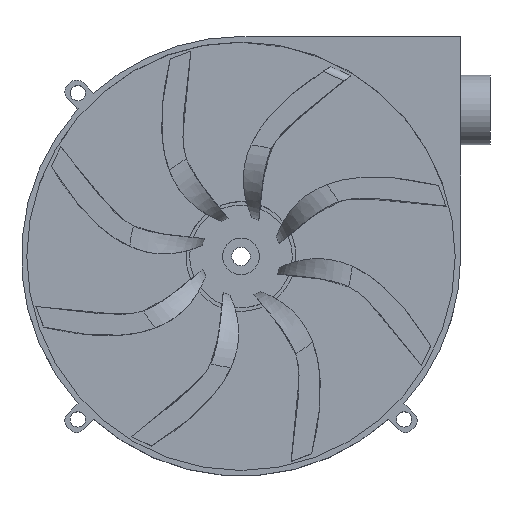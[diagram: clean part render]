
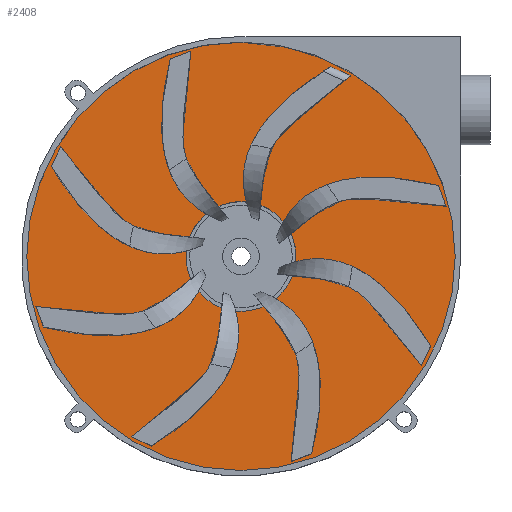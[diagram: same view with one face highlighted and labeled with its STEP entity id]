
A CAD part, top view. The second image highlights one B-rep face of the part: STEP entity #2408.
In plain terms, the highlighted planar face has unit normal (0, 0, 1).
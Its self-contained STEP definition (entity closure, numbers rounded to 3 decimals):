
#242=FACE_BOUND('',#518,.T.);
#271=PLANE('',#2641);
#348=FACE_OUTER_BOUND('',#517,.T.);
#517=EDGE_LOOP('',(#1898));
#518=EDGE_LOOP('',(#1899));
#985=CIRCLE('',#2635,15.);
#987=CIRCLE('',#2640,58.5);
#1131=VERTEX_POINT('',#3645);
#1133=VERTEX_POINT('',#3653);
#1410=EDGE_CURVE('',#1131,#1131,#985,.T.);
#1414=EDGE_CURVE('',#1133,#1133,#987,.T.);
#1898=ORIENTED_EDGE('',*,*,#1414,.T.);
#1899=ORIENTED_EDGE('',*,*,#1410,.T.);
#2408=ADVANCED_FACE('',(#348,#242),#271,.T.);
#2635=AXIS2_PLACEMENT_3D('',#3646,#3038,#3039);
#2640=AXIS2_PLACEMENT_3D('',#3655,#3050,#3051);
#2641=AXIS2_PLACEMENT_3D('',#3656,#3052,#3053);
#3038=DIRECTION('center_axis',(0.,0.,-1.));
#3039=DIRECTION('ref_axis',(-1.,0.,0.));
#3050=DIRECTION('center_axis',(0.,0.,1.));
#3051=DIRECTION('ref_axis',(-1.,0.,0.));
#3052=DIRECTION('center_axis',(0.,0.,1.));
#3053=DIRECTION('ref_axis',(1.,0.,0.));
#3645=CARTESIAN_POINT('',(15.,0.,2.));
#3646=CARTESIAN_POINT('Origin',(0.,0.,2.));
#3653=CARTESIAN_POINT('',(58.5,0.,2.));
#3655=CARTESIAN_POINT('Origin',(0.,0.,2.));
#3656=CARTESIAN_POINT('Origin',(0.,0.,2.));
